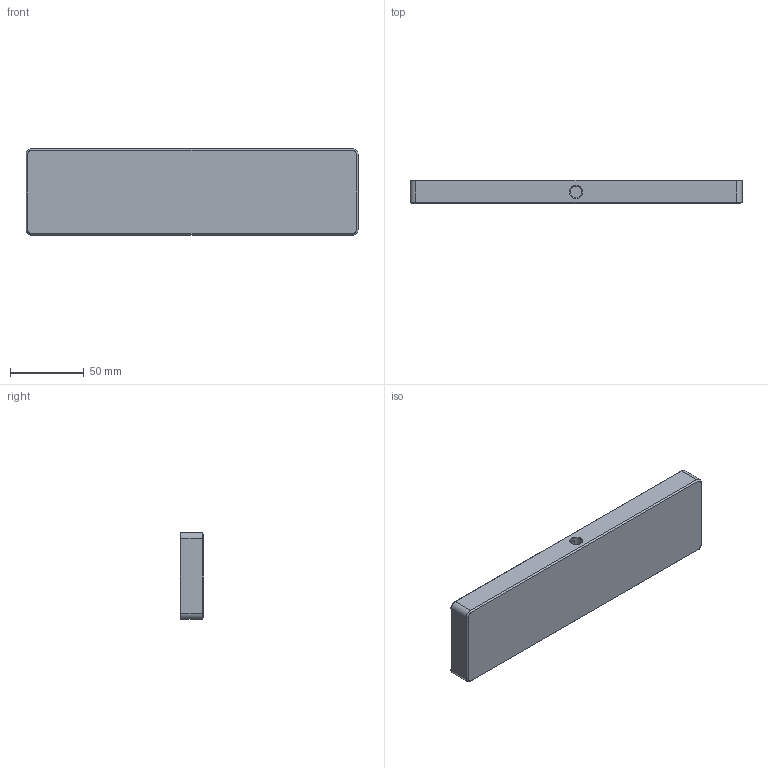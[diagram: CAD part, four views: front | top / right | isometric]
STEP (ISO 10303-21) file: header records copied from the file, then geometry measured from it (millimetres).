
FILE_DESCRIPTION (( 'STEP AP214' ), '1' );
FILE_NAME ('Back.STEP', '2024-01-06T10:50:03', ( '' ), ( '' ), 'SwSTEP 2.0', 'SolidWorks 2024', '' );
FILE_SCHEMA (( 'AUTOMOTIVE_DESIGN' ));
Length unit declared in the file: millimetre
Products named in the file (1): Back
Bounding box: 225 x 16 x 58.75 mm (x, y, z)
Volume: 59427.3 mm3; surface area: 42942 mm2
Topology: 1 solids, 1 shells, 232 faces, 525 edges, 293 vertices
Faces by surface type: cylinder 102, torus 63, plane 49, sphere 14, cone 4
Entity records: 6423 total; most frequent: DIRECTION 1268, CARTESIAN_POINT 1098, ORIENTED_EDGE 1024, AXIS2_PLACEMENT_3D 531, EDGE_CURVE 512, CIRCLE 298, VERTEX_POINT 293, EDGE_LOOP 245
